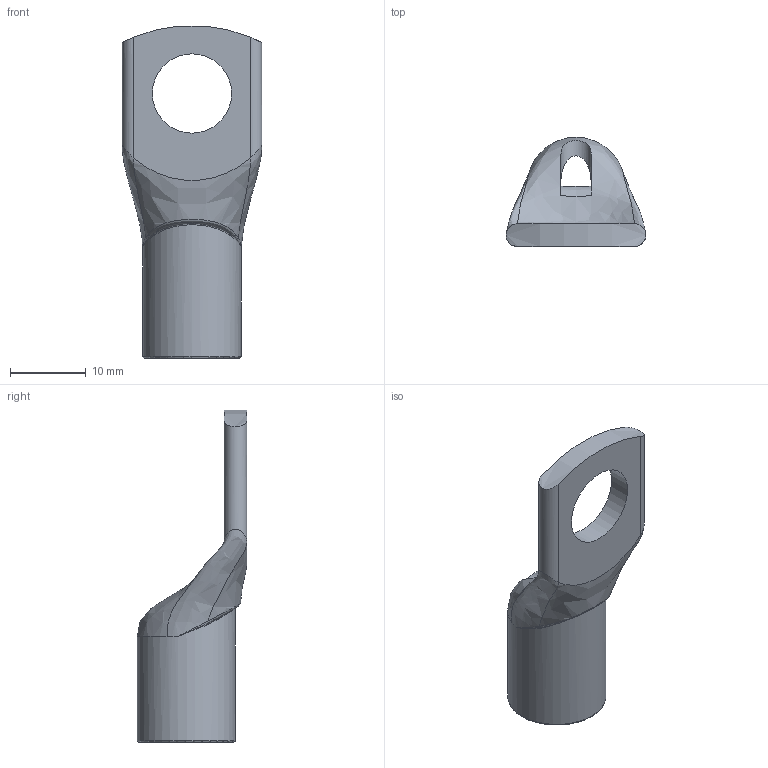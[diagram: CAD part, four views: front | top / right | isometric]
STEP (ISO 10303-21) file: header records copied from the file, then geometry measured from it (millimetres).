
FILE_DESCRIPTION((''),'2;1');
FILE_NAME('PK35-10.stp','2016-02-12T07:49:38',(''),(''),'Autodesk Inventor 2010','Autodesk Inventor 2010','');
FILE_SCHEMA(('AUTOMOTIVE_DESIGN { 1 0 10303 214 1 1 1 1 }'));
Length unit declared in the file: millimetre
Products named in the file (1): PK35-10
Bounding box: 18.5 x 14.5 x 43.96 mm (x, y, z)
Volume: 2476.1 mm3; surface area: 2484.5 mm2
Topology: 1 solids, 1 shells, 179 faces, 488 edges, 321 vertices
Faces by surface type: plane 81, bspline 60, cylinder 36, torus 1, cone 1
Full cylindrical faces by diameter (mm): 9 x1, 10.5 x1, 13 x1
Entity records: 6995 total; most frequent: CARTESIAN_POINT 2821, ORIENTED_EDGE 958, DIRECTION 679, EDGE_CURVE 479, VERTEX_POINT 319, VECTOR 265, LINE 265, AXIS2_PLACEMENT_3D 207
